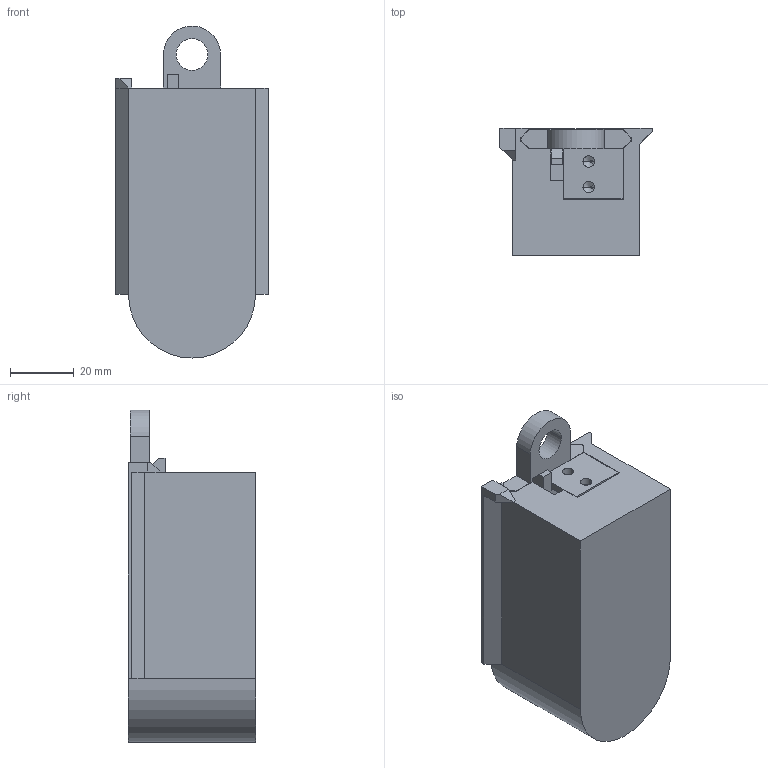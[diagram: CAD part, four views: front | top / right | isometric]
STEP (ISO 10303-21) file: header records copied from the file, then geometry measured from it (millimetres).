
FILE_DESCRIPTION (( 'STEP AP203' ), '1' );
FILE_NAME ('z³o¿enie szczelny pojemnik.STEP', '2025-02-17T21:53:49', ( '' ), ( '' ), 'SwSTEP 2.0', 'SolidWorks 2024', '' );
FILE_SCHEMA (( 'CONFIG_CONTROL_DESIGN' ));
Length unit declared in the file: millimetre
Products named in the file (4): Pojemnik-zbiornik; złożenie szczelny pojemnik; Pojemnik-pokrywa; Pojemnik-pin zatrzaskujący
Assembly tree (3 placements, depth 2):
  złożenie szczelny pojemnik
    Pojemnik-zbiornik
    Pojemnik-pokrywa
    Pojemnik-pin zatrzaskujący
Bounding box: 48 x 40 x 104.52 mm (x, y, z)
Volume: 99338.7 mm3; surface area: 31946.6 mm2
Topology: 4 solids, 4 shells, 132 faces, 333 edges, 210 vertices
Faces by surface type: plane 87, cylinder 32, cone 11, torus 2
Entity records: 4303 total; most frequent: CARTESIAN_POINT 689, DIRECTION 671, ORIENTED_EDGE 658, EDGE_CURVE 329, VECTOR 255, LINE 255, VERTEX_POINT 210, AXIS2_PLACEMENT_3D 208
